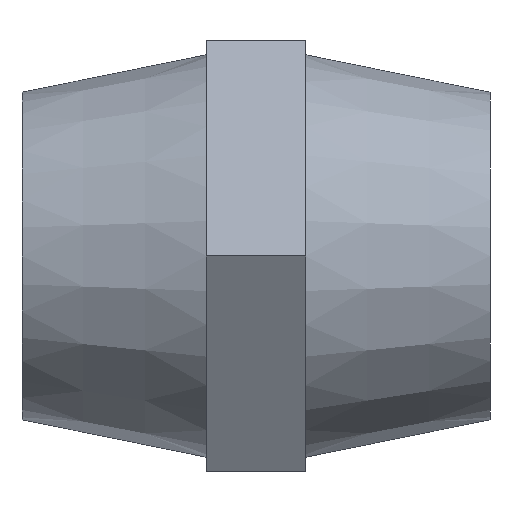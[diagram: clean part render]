
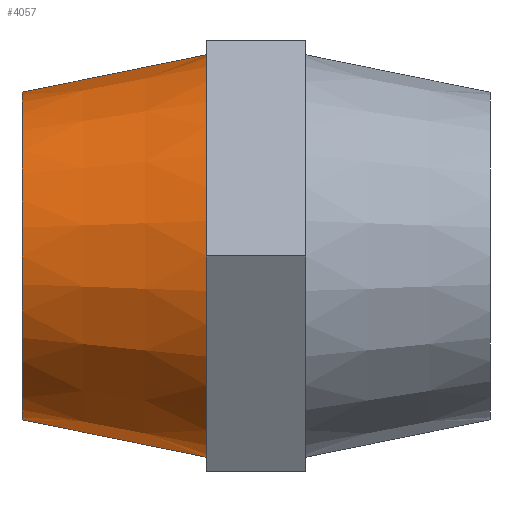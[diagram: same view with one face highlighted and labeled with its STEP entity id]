
A CAD part, left-side view. The second image highlights one B-rep face of the part: STEP entity #4057.
In plain terms, the highlighted conical face has half-angle 11.478 degrees and reference radius 21.5 mm.
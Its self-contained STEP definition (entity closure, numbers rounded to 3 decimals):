
#217 = AXIS2_PLACEMENT_3D ( 'NONE', #2771, #518, #1418 ) ;
#259 = VERTEX_POINT ( 'NONE', #2433 ) ;
#404 = AXIS2_PLACEMENT_3D ( 'NONE', #3726, #2438, #588 ) ;
#518 = DIRECTION ( 'NONE',  ( 0., -1., 0. ) ) ;
#553 = LINE ( 'NONE', #1450, #1879 ) ;
#588 = DIRECTION ( 'NONE',  ( 0., 0., -1. ) ) ;
#675 = VERTEX_POINT ( 'NONE', #1654 ) ;
#721 = LINE ( 'NONE', #1620, #2758 ) ;
#729 = CONICAL_SURFACE ( 'NONE', #404, 21.5, 0.2 ) ;
#957 = DIRECTION ( 'NONE',  ( 0., -0.98, -0.199 ) ) ;
#1022 = CARTESIAN_POINT ( 'NONE',  ( 0., 25., 17.5 ) ) ;
#1095 = DIRECTION ( 'NONE',  ( 0., 0., -1. ) ) ;
#1264 = ORIENTED_EDGE ( 'NONE', *, *, #2985, .T. ) ;
#1418 = DIRECTION ( 'NONE',  ( 0., 0., -1. ) ) ;
#1450 = CARTESIAN_POINT ( 'NONE',  ( 0., 5.3, 21.5 ) ) ;
#1584 = EDGE_CURVE ( 'NONE', #3965, #675, #2247, .T. ) ;
#1620 = CARTESIAN_POINT ( 'NONE',  ( 0., 5.3, -21.5 ) ) ;
#1654 = CARTESIAN_POINT ( 'NONE',  ( 0., 5.3, -21.5 ) ) ;
#1726 = DIRECTION ( 'NONE',  ( 0., -1., 0. ) ) ;
#1797 = EDGE_CURVE ( 'NONE', #259, #675, #721, .T. ) ;
#1858 = CIRCLE ( 'NONE', #217, 17.5 ) ;
#1879 = VECTOR ( 'NONE', #3730, 1000. ) ;
#1995 = EDGE_LOOP ( 'NONE', ( #3317, #1264, #2934, #2772 ) ) ;
#2247 = CIRCLE ( 'NONE', #2556, 21.5 ) ;
#2324 = EDGE_CURVE ( 'NONE', #3866, #3965, #553, .T. ) ;
#2433 = CARTESIAN_POINT ( 'NONE',  ( 0., 25., -17.5 ) ) ;
#2438 = DIRECTION ( 'NONE',  ( 0., -1., 0. ) ) ;
#2556 = AXIS2_PLACEMENT_3D ( 'NONE', #2685, #1726, #1095 ) ;
#2685 = CARTESIAN_POINT ( 'NONE',  ( 0., 5.3, 0. ) ) ;
#2758 = VECTOR ( 'NONE', #957, 1000. ) ;
#2771 = CARTESIAN_POINT ( 'NONE',  ( 0., 25., 0. ) ) ;
#2772 = ORIENTED_EDGE ( 'NONE', *, *, #1584, .F. ) ;
#2812 = FACE_OUTER_BOUND ( 'NONE', #1995, .T. ) ;
#2934 = ORIENTED_EDGE ( 'NONE', *, *, #1797, .T. ) ;
#2985 = EDGE_CURVE ( 'NONE', #3866, #259, #1858, .T. ) ;
#3317 = ORIENTED_EDGE ( 'NONE', *, *, #2324, .F. ) ;
#3726 = CARTESIAN_POINT ( 'NONE',  ( 0., 5.3, 0. ) ) ;
#3730 = DIRECTION ( 'NONE',  ( 0., -0.98, 0.199 ) ) ;
#3866 = VERTEX_POINT ( 'NONE', #1022 ) ;
#3965 = VERTEX_POINT ( 'NONE', #4035 ) ;
#4035 = CARTESIAN_POINT ( 'NONE',  ( 0., 5.3, 21.5 ) ) ;
#4057 = ADVANCED_FACE ( 'NONE', ( #2812 ), #729, .T. ) ;
